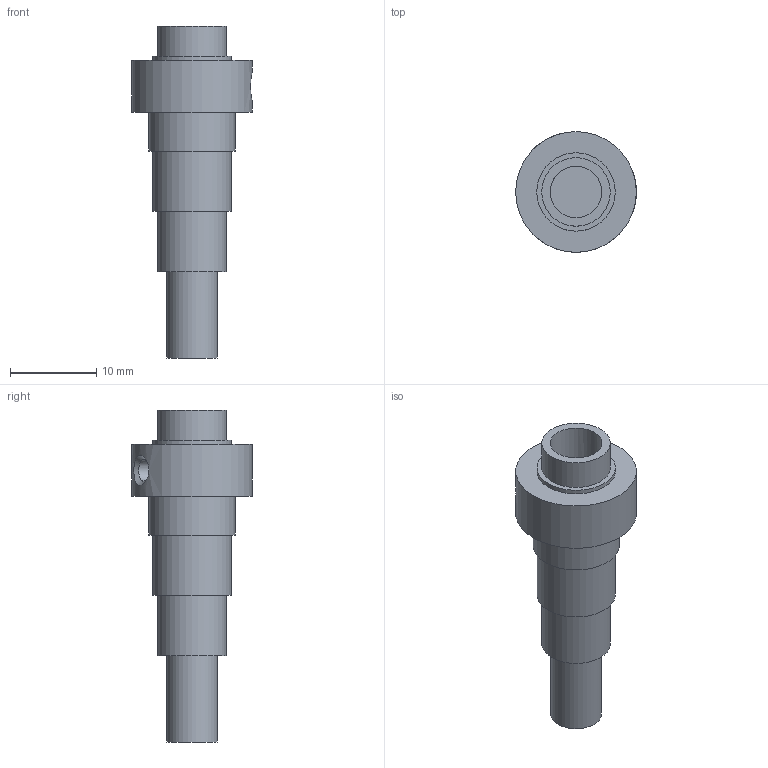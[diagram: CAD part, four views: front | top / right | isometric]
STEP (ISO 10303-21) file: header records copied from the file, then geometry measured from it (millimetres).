
FILE_DESCRIPTION(('HOOPS Exchange Step'),'2;1');
FILE_NAME('temp_export','2023-06-17T21:47:08+08:00',('mobile'),('Shapr3D Limited'),'HOOPS Exchange 2022.1','Shapr3D','Authorized');
FILE_SCHEMA( ('AP203_CONFIGURATION_CONTROLLED_3D_DESIGN_OF_MECHANICAL_PARTS_AND_ASSEMBLIES_MIM_LF') );
Length unit declared in the file: millimetre
Products named in the file (1): root
Bounding box: 14 x 14 x 38.5 mm (x, y, z)
Volume: 2206.6 mm3; surface area: 1622 mm2
Topology: 1 solids, 1 shells, 21 faces, 46 edges, 33 vertices
Faces by surface type: cylinder 10, plane 9, bspline 2
Full cylindrical faces by diameter (mm): 2.5 x2, 5.9 x1, 6 x1, 7.95 x2, 9.1 x2, 10 x1, 14 x1
Entity records: 1510 total; most frequent: CARTESIAN_POINT 1001, DIRECTION 103, ORIENTED_EDGE 92, AXIS2_PLACEMENT_3D 46, EDGE_CURVE 46, VERTEX_POINT 33, EDGE_LOOP 31, FACE_BOUND 31
